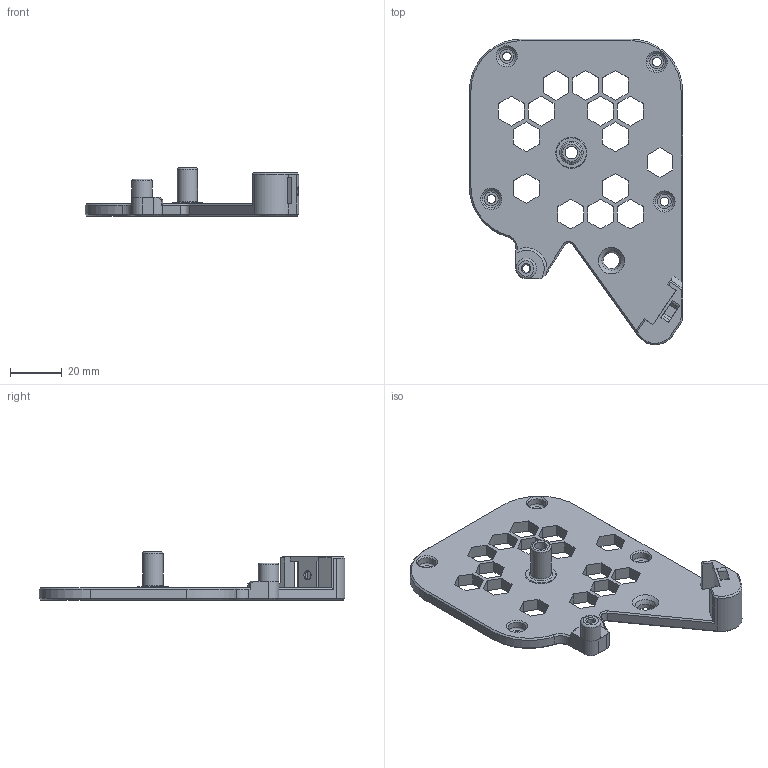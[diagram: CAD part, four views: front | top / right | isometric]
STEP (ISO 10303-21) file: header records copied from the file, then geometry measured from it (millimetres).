
FILE_DESCRIPTION(/* description */ (''),/* implementation_level */ '2;1');
FILE_NAME(/* name */ '4. Bearing Mount.step',/* time_stamp */ '2020-05-05T09:18:20-03:00',/* author */ (''),/* organization */ (''),/* preprocessor_version */ 'ST-DEVELOPER v18.1',/* originating_system */ 'Autodesk Translation Framework v9.2.0.1227',/* authorisation */ '');
FILE_SCHEMA (('AUTOMOTIVE_DESIGN { 1 0 10303 214 3 1 1 }'));
Length unit declared in the file: millimetre
Products named in the file (1): X-Axis Bearing Mount V2
Bounding box: 82.5 x 118.23 x 18.6 mm (x, y, z)
Volume: 31585.2 mm3; surface area: 18971.6 mm2
Topology: 1 solids, 1 shells, 213 faces, 587 edges, 380 vertices
Faces by surface type: plane 149, cylinder 29, cone 26, torus 9
Full cylindrical faces by diameter (mm): 2.9 x1, 3.4 x5, 3.5 x1, 4.8 x1, 6.2 x1, 7 x4, 7.9 x2
Entity records: 6863 total; most frequent: CARTESIAN_POINT 1217, ORIENTED_EDGE 1174, DIRECTION 1124, EDGE_CURVE 587, LINE 466, VECTOR 466, VERTEX_POINT 380, AXIS2_PLACEMENT_3D 329
